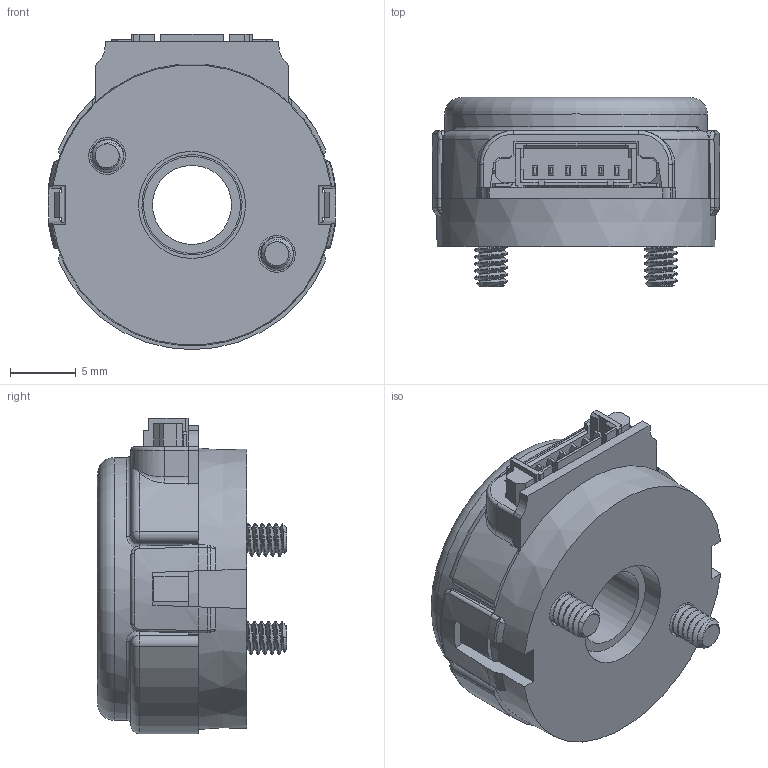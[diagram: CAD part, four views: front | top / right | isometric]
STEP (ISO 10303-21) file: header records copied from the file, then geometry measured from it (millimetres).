
FILE_DESCRIPTION(/* description */ ('SolidWorks IGES file using analytic representation for surfaces '),/* implementation_level */ '2;1');
FILE_NAME(/* name */ 'NTO4L.stp',/* time_stamp */ '2019-08-09T10:46:35+02:00',/* author */ ('patrick.rehse'),/* organization */ (''),/* preprocessor_version */ 'ST-DEVELOPER v17',/* originating_system */ 'Autodesk Inventor 2018',/* authorisation */ '');
FILE_SCHEMA (('AUTOMOTIVE_DESIGN { 1 0 10303 214 3 1 1 }'));
Products named in the file (1): E4T-X-236-D-H-D-X
Bounding box: 21.86 x 14.36 x 23.95 mm (x, y, z)
Surface area: 4269.3 mm2 (no closed solid volume)
Topology: 0 solids, 659 shells, 679 faces, 3508 edges, 3454 vertices
Faces by surface type: plane 411, cylinder 158, bspline 54, cone 28, torus 22, sphere 6
Full cylindrical faces by diameter (mm): 1.575 x1, 1.827 x16, 2.794 x2, 4.902 x2, 5.207 x2, 5.999 x1, 7.366 x1, 7.493 x1, 7.62 x1, 7.925 x1, 8.128 x1, 8.331 x1, 12.7 x1, 18.186 x1, 19.964 x1
Entity records: 65621 total; most frequent: CARTESIAN_POINT 38003, DIRECTION 5173, ORIENTED_EDGE 3550, EDGE_CURVE 3502, VERTEX_POINT 3454, LINE 2219, VECTOR 2219, AXIS2_PLACEMENT_3D 1477
